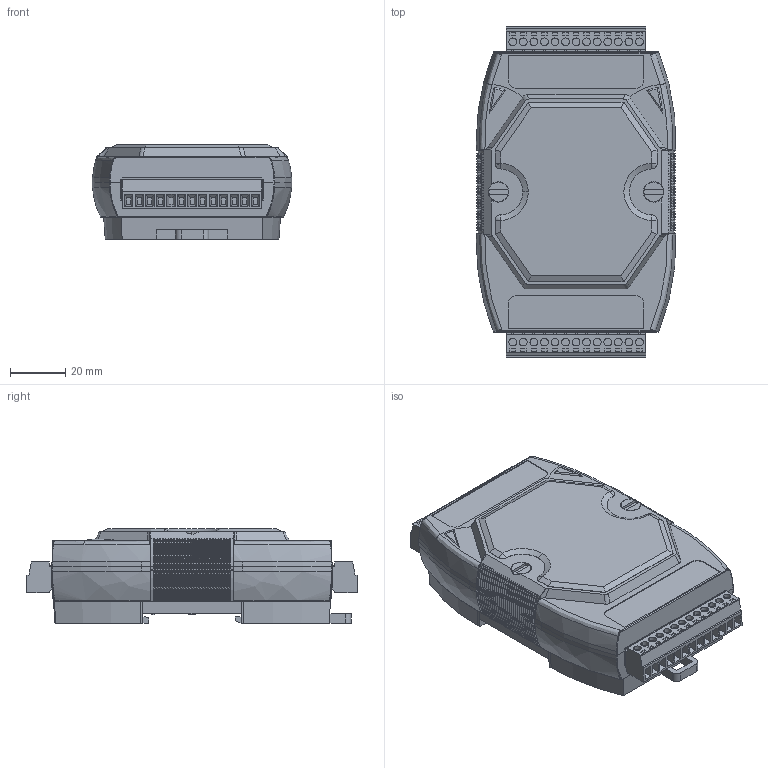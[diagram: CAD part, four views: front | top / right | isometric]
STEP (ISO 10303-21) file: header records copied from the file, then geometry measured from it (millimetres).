
FILE_DESCRIPTION (( 'STEP AP203' ), '1' );
FILE_NAME ('M-7068D.STEP', '2018-02-01T02:26:17', ( 'user' ), ( '' ), 'SwSTEP 2.0', 'SolidWorks 2013', '' );
FILE_SCHEMA (( 'CONFIG_CONTROL_DESIGN' ));
Length unit declared in the file: millimetre
Products named in the file (10): 7000-PCGai.sldasm-Part-1; 7K_PCB; ME303-38113; MC420-38113; 13pin; 4SI700000011W; 4SIPP-756-BG; M-7068D; 4SIPP-756-AG; 4SAPP-005-A
Assembly tree (11 placements, depth 3):
  M-7068D
    4SIPP-756-BG
    4SIPP-756-AG
    4SAPP-005-A
    7000-PCGai.sldasm-Part-1  x2
    7K_PCB
    13pin  x2
      ME303-38113
      MC420-38113
    4SI700000011W
Bounding box: 72.04 x 119.18 x 34.2 mm (x, y, z)
Volume: 66380.2 mm3; surface area: 88131.4 mm2
Topology: 11 solids, 11 shells, 4433 faces, 11776 edges, 7601 vertices
Faces by surface type: plane 3080, cylinder 482, bspline 344, cone 267, torus 238, sphere 22
Entity records: 114188 total; most frequent: CARTESIAN_POINT 38071, ORIENTED_EDGE 17298, DIRECTION 13414, EDGE_CURVE 8649, VERTEX_POINT 5623, LINE 4562, VECTOR 4562, AXIS2_PLACEMENT_3D 4426
